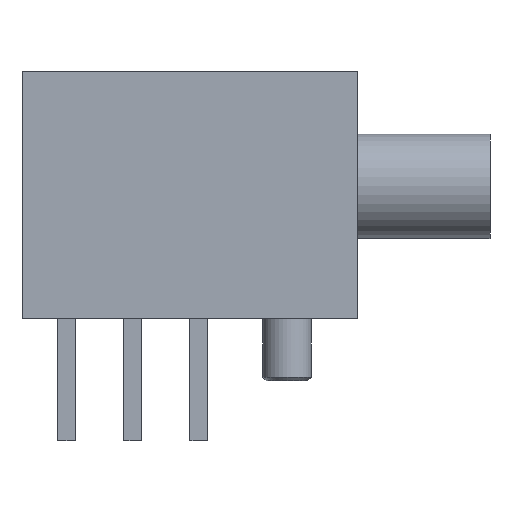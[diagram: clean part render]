
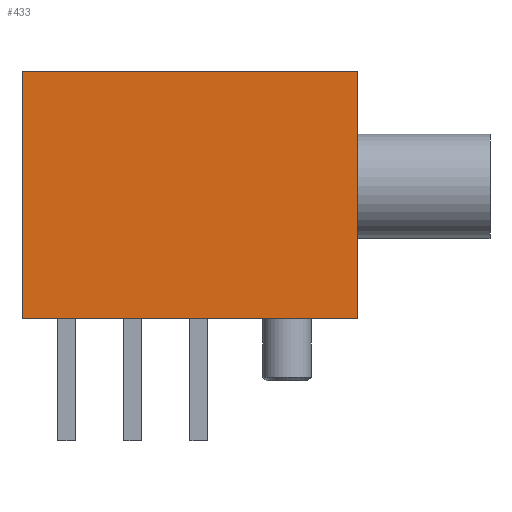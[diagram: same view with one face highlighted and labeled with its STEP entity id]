
A CAD part, top view. The second image highlights one B-rep face of the part: STEP entity #433.
In plain terms, the highlighted planar face has unit normal (0, 0, 1).
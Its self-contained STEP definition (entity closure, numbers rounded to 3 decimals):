
#28=PLANE('',#484);
#59=FACE_OUTER_BOUND('',#89,.T.);
#89=EDGE_LOOP('',(#335,#336,#337,#338));
#117=LINE('',#650,#168);
#125=LINE('',#665,#176);
#126=LINE('',#667,#177);
#127=LINE('',#668,#178);
#168=VECTOR('',#529,10.);
#176=VECTOR('',#541,10.);
#177=VECTOR('',#544,10.);
#178=VECTOR('',#545,10.);
#224=VERTEX_POINT('',#646);
#226=VERTEX_POINT('',#649);
#230=VERTEX_POINT('',#661);
#231=VERTEX_POINT('',#663);
#264=EDGE_CURVE('',#224,#226,#117,.T.);
#272=EDGE_CURVE('',#230,#231,#125,.T.);
#273=EDGE_CURVE('',#230,#224,#126,.T.);
#274=EDGE_CURVE('',#226,#231,#127,.T.);
#335=ORIENTED_EDGE('',*,*,#273,.F.);
#336=ORIENTED_EDGE('',*,*,#272,.T.);
#337=ORIENTED_EDGE('',*,*,#274,.F.);
#338=ORIENTED_EDGE('',*,*,#264,.F.);
#433=ADVANCED_FACE('',(#59),#28,.T.);
#484=AXIS2_PLACEMENT_3D('',#666,#542,#543);
#529=DIRECTION('',(0.,1.,0.));
#541=DIRECTION('',(0.,1.,0.));
#542=DIRECTION('center_axis',(0.,0.,1.));
#543=DIRECTION('ref_axis',(1.,0.,0.));
#544=DIRECTION('',(-1.,0.,0.));
#545=DIRECTION('',(1.,0.,0.));
#646=CARTESIAN_POINT('',(-4.825,0.,2.415));
#649=CARTESIAN_POINT('',(-4.825,7.11,2.415));
#650=CARTESIAN_POINT('',(-4.825,0.,2.415));
#661=CARTESIAN_POINT('',(4.825,0.,2.415));
#663=CARTESIAN_POINT('',(4.825,7.11,2.415));
#665=CARTESIAN_POINT('',(4.825,0.,2.415));
#666=CARTESIAN_POINT('Origin',(-4.825,0.,2.415));
#667=CARTESIAN_POINT('',(4.825,0.,2.415));
#668=CARTESIAN_POINT('',(4.825,7.11,2.415));
